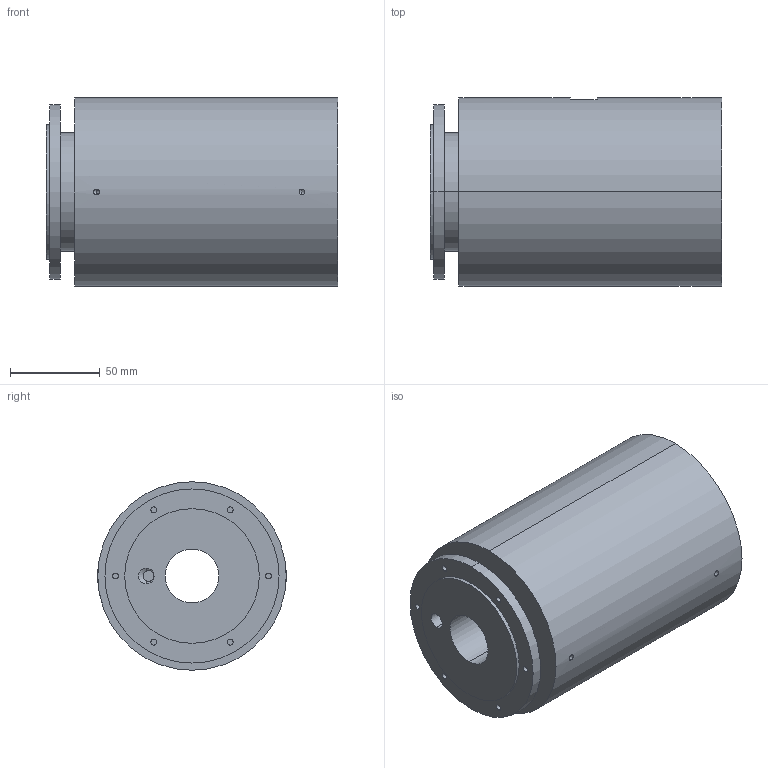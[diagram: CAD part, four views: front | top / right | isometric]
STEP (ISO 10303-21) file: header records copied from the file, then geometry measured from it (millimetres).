
FILE_DESCRIPTION (( 'STEP AP203' ), '1' );
FILE_NAME ('RX00724001.STEP', '2020-07-28T11:05:01', ( '微软用户' ), ( '微软中国' ), 'SwSTEP 2.0', 'SolidWorks 2014', '' );
FILE_SCHEMA (( 'CONFIG_CONTROL_DESIGN' ));
Length unit declared in the file: millimetre
Products named in the file (1): RX00724001
Bounding box: 162.5 x 105 x 105 mm (x, y, z)
Volume: 1231543.6 mm3; surface area: 93057 mm2
Topology: 1 solids, 1 shells, 60 faces, 142 edges, 86 vertices
Faces by surface type: cylinder 38, cone 12, plane 10
Entity records: 2041 total; most frequent: CARTESIAN_POINT 555, DIRECTION 312, ORIENTED_EDGE 268, EDGE_CURVE 134, AXIS2_PLACEMENT_3D 129, VERTEX_POINT 86, EDGE_LOOP 84, CIRCLE 68
